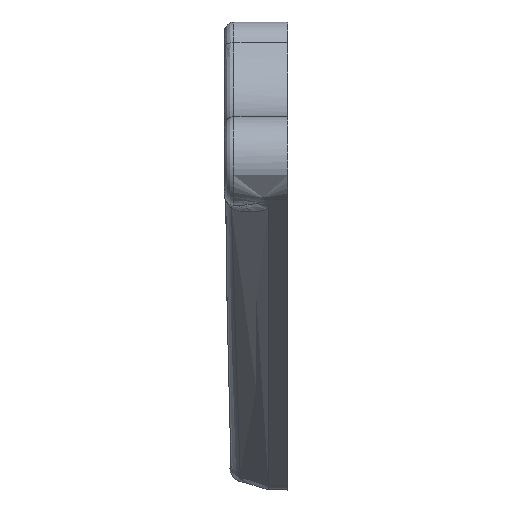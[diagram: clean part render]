
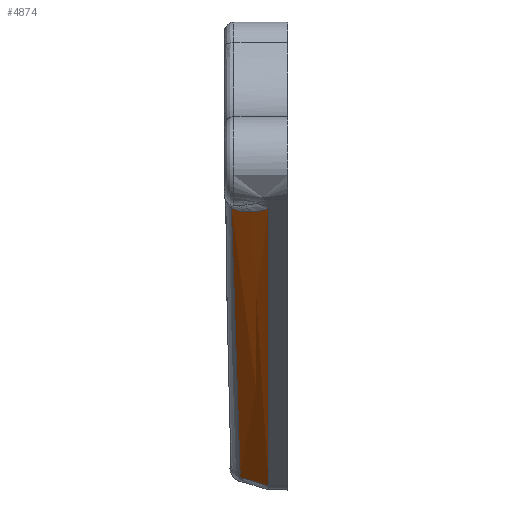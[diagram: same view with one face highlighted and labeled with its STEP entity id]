
A CAD part, left-side view. The second image highlights one B-rep face of the part: STEP entity #4874.
In plain terms, the highlighted free-form (B-spline) face has degree [3, 3] with [4, 4] control points.
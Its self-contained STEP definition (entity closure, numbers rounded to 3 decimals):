
#3350 = VERTEX_POINT('',#3351);
#3351 = CARTESIAN_POINT('',(-33.624,14.984,
    -76.725));
#3398 = VERTEX_POINT('',#3399);
#3399 = CARTESIAN_POINT('',(-33.668,14.982,
    -76.69));
#3404 = EDGE_CURVE('',#3398,#3350,#3405,.T.);
#3405 = B_SPLINE_CURVE_WITH_KNOTS('',3,(#3406,#3407,#3408,#3409,#3410,
    #3411,#3412),.UNSPECIFIED.,.F.,.F.,(4,3,4),(-0.218,
    -0.215,-0.213),.UNSPECIFIED.);
#3406 = CARTESIAN_POINT('',(-33.668,14.982,
    -76.69));
#3407 = CARTESIAN_POINT('',(-33.659,14.982,
    -76.697));
#3408 = CARTESIAN_POINT('',(-33.65,14.982,
    -76.704));
#3409 = CARTESIAN_POINT('',(-33.641,14.983,
    -76.711));
#3410 = CARTESIAN_POINT('',(-33.636,14.983,
    -76.716));
#3411 = CARTESIAN_POINT('',(-33.63,14.983,
    -76.72));
#3412 = CARTESIAN_POINT('',(-33.624,14.984,
    -76.725));
#3571 = EDGE_CURVE('',#3350,#3572,#3574,.T.);
#3572 = VERTEX_POINT('',#3573);
#3573 = CARTESIAN_POINT('',(-33.536,20.271,
    -75.085));
#3574 = B_SPLINE_CURVE_WITH_KNOTS('',3,(#3575,#3576,#3577,#3578),
  .UNSPECIFIED.,.F.,.F.,(4,4),(0.,0.48),
  .PIECEWISE_BEZIER_KNOTS.);
#3575 = CARTESIAN_POINT('',(-33.624,14.984,
    -76.725));
#3576 = CARTESIAN_POINT('',(-33.595,16.747,
    -76.18));
#3577 = CARTESIAN_POINT('',(-33.565,18.509,
    -75.633));
#3578 = CARTESIAN_POINT('',(-33.536,20.271,
    -75.085));
#3690 = VERTEX_POINT('',#3691);
#3691 = CARTESIAN_POINT('',(-34.38,20.192,
    -74.393));
#3697 = EDGE_CURVE('',#3572,#3690,#3698,.T.);
#3698 = B_SPLINE_CURVE_WITH_KNOTS('',3,(#3699,#3700,#3701,#3702),
  .UNSPECIFIED.,.F.,.F.,(4,4),(-0.095,0.),
  .PIECEWISE_BEZIER_KNOTS.);
#3699 = CARTESIAN_POINT('',(-33.536,20.271,
    -75.085));
#3700 = CARTESIAN_POINT('',(-33.818,20.221,
    -74.86));
#3701 = CARTESIAN_POINT('',(-34.101,20.194,
    -74.629));
#3702 = CARTESIAN_POINT('',(-34.38,20.192,
    -74.393));
#4784 = EDGE_CURVE('',#3690,#4785,#4787,.T.);
#4785 = VERTEX_POINT('',#4786);
#4786 = CARTESIAN_POINT('',(-89.824,21.789,
    -25.895));
#4787 = B_SPLINE_CURVE_WITH_KNOTS('',3,(#4788,#4789,#4790,#4791,#4792,
    #4793,#4794,#4795,#4796,#4797),.UNSPECIFIED.,.F.,.F.,(4,2,1,1,2,4),(
    0.,0.198,2.598,3.798,6.197,
    6.39),.UNSPECIFIED.);
#4788 = CARTESIAN_POINT('',(-34.38,20.192,
    -74.393));
#4789 = CARTESIAN_POINT('',(-34.961,20.189,
    -73.9));
#4790 = CARTESIAN_POINT('',(-35.541,20.193,
    -73.406));
#4791 = CARTESIAN_POINT('',(-43.119,20.363,
    -66.908));
#4792 = CARTESIAN_POINT('',(-53.539,20.836,
    -57.813));
#4793 = CARTESIAN_POINT('',(-70.847,21.419,
    -42.588));
#4794 = CARTESIAN_POINT('',(-81.231,21.641,
    -33.454));
#4795 = CARTESIAN_POINT('',(-88.711,21.77,
    -26.874));
#4796 = CARTESIAN_POINT('',(-89.267,21.779,
    -26.385));
#4797 = CARTESIAN_POINT('',(-89.824,21.789,
    -25.895));
#4874 = ADVANCED_FACE('',(#4875),#4914,.T.);
#4875 = FACE_BOUND('',#4876,.T.);
#4876 = EDGE_LOOP('',(#4877,#4889,#4898,#4905,#4906,#4907,#4908,#4909));
#4877 = ORIENTED_EDGE('',*,*,#4878,.F.);
#4878 = EDGE_CURVE('',#4879,#4881,#4883,.T.);
#4879 = VERTEX_POINT('',#4880);
#4880 = CARTESIAN_POINT('',(-92.596,18.241,
    -26.61));
#4881 = VERTEX_POINT('',#4882);
#4882 = CARTESIAN_POINT('',(-96.843,14.982,
    -25.931));
#4883 = B_SPLINE_CURVE_WITH_KNOTS('',3,(#4884,#4885,#4886,#4887,#4888),
  .UNSPECIFIED.,.F.,.F.,(4,1,4),(0.,0.305,0.467),
  .UNSPECIFIED.);
#4884 = CARTESIAN_POINT('',(-92.596,18.241,
    -26.61));
#4885 = CARTESIAN_POINT('',(-93.434,17.407,
    -26.628));
#4886 = CARTESIAN_POINT('',(-94.797,16.206,
    -26.532));
#4887 = CARTESIAN_POINT('',(-96.313,15.264,
    -26.116));
#4888 = CARTESIAN_POINT('',(-96.843,14.985,
    -25.928));
#4889 = ORIENTED_EDGE('',*,*,#4890,.F.);
#4890 = EDGE_CURVE('',#4891,#4879,#4893,.T.);
#4891 = VERTEX_POINT('',#4892);
#4892 = CARTESIAN_POINT('',(-91.435,19.422,
    -26.57));
#4893 = B_SPLINE_CURVE_WITH_KNOTS('',3,(#4894,#4895,#4896,#4897),
  .UNSPECIFIED.,.F.,.F.,(4,4),(0.,0.143),
  .PIECEWISE_BEZIER_KNOTS.);
#4894 = CARTESIAN_POINT('',(-91.435,19.422,
    -26.57));
#4895 = CARTESIAN_POINT('',(-91.818,19.024,
    -26.588));
#4896 = CARTESIAN_POINT('',(-92.205,18.631,
    -26.602));
#4897 = CARTESIAN_POINT('',(-92.596,18.241,
    -26.61));
#4898 = ORIENTED_EDGE('',*,*,#4899,.F.);
#4899 = EDGE_CURVE('',#4785,#4891,#4900,.T.);
#4900 = B_SPLINE_CURVE_WITH_KNOTS('',3,(#4901,#4902,#4903,#4904),
  .UNSPECIFIED.,.F.,.F.,(4,4),(-0.259,0.),
  .PIECEWISE_BEZIER_KNOTS.);
#4901 = CARTESIAN_POINT('',(-89.824,21.789,
    -25.895));
#4902 = CARTESIAN_POINT('',(-90.137,20.967,
    -26.342));
#4903 = CARTESIAN_POINT('',(-90.741,20.141,
    -26.536));
#4904 = CARTESIAN_POINT('',(-91.435,19.422,
    -26.57));
#4905 = ORIENTED_EDGE('',*,*,#4784,.F.);
#4906 = ORIENTED_EDGE('',*,*,#3697,.F.);
#4907 = ORIENTED_EDGE('',*,*,#3571,.F.);
#4908 = ORIENTED_EDGE('',*,*,#3404,.F.);
#4909 = ORIENTED_EDGE('',*,*,#4910,.F.);
#4910 = EDGE_CURVE('',#4881,#3398,#4911,.T.);
#4911 = B_SPLINE_CURVE_WITH_KNOTS('',1,(#4912,#4913),.UNSPECIFIED.,.F.,
  .F.,(2,2),(15.353,85.672),.PIECEWISE_BEZIER_KNOTS.);
#4912 = CARTESIAN_POINT('',(-96.843,14.982,
    -25.931));
#4913 = CARTESIAN_POINT('',(-33.668,14.982,
    -76.69));
#4914 = B_SPLINE_SURFACE_WITH_KNOTS('',3,3,(
    (#4915,#4916,#4917,#4918)
    ,(#4919,#4920,#4921,#4922)
    ,(#4923,#4924,#4925,#4926)
    ,(#4927,#4928,#4929,#4930
    )),.UNSPECIFIED.,.F.,.F.,.F.,(4,4),(4,4),(0.,0.844),(
    0.176,0.982),.PIECEWISE_BEZIER_KNOTS.);
#4915 = CARTESIAN_POINT('',(-96.843,14.982,
    -25.931));
#4916 = CARTESIAN_POINT('',(-75.77,14.982,
    -42.863));
#4917 = CARTESIAN_POINT('',(-54.697,14.982,
    -59.794));
#4918 = CARTESIAN_POINT('',(-33.624,14.982,
    -76.726));
#4919 = CARTESIAN_POINT('',(-95.359,17.251,
    -25.178));
#4920 = CARTESIAN_POINT('',(-74.746,17.251,
    -42.145));
#4921 = CARTESIAN_POINT('',(-54.132,17.251,
    -59.112));
#4922 = CARTESIAN_POINT('',(-33.518,17.251,
    -76.079));
#4923 = CARTESIAN_POINT('',(-93.876,19.52,
    -24.425));
#4924 = CARTESIAN_POINT('',(-73.722,19.52,
    -41.428));
#4925 = CARTESIAN_POINT('',(-53.567,19.52,-58.43
    ));
#4926 = CARTESIAN_POINT('',(-33.413,19.52,
    -75.433));
#4927 = CARTESIAN_POINT('',(-92.393,21.789,
    -23.673));
#4928 = CARTESIAN_POINT('',(-72.698,21.789,
    -40.71));
#4929 = CARTESIAN_POINT('',(-53.003,21.789,
    -57.748));
#4930 = CARTESIAN_POINT('',(-33.308,21.789,
    -74.786));
